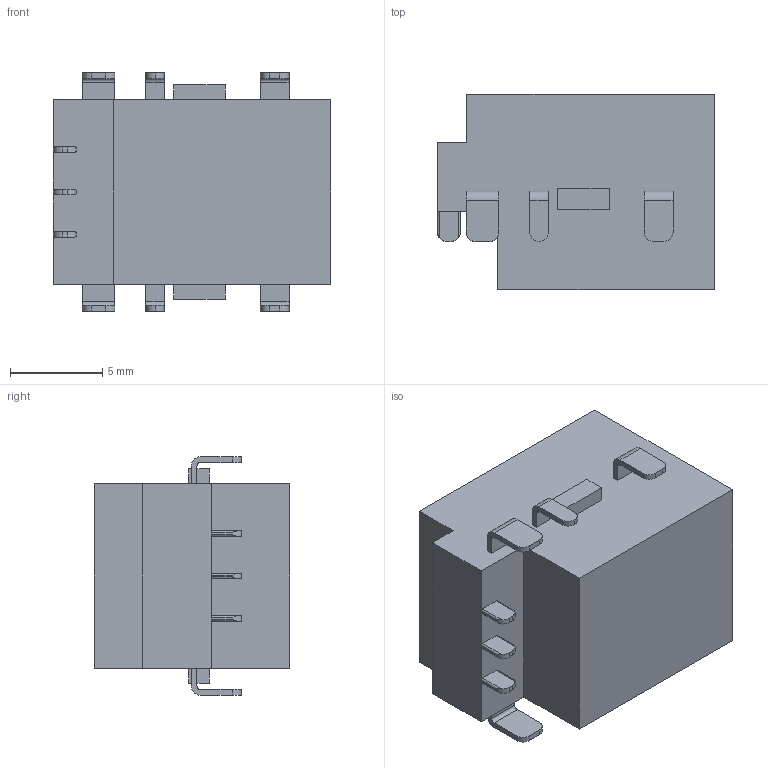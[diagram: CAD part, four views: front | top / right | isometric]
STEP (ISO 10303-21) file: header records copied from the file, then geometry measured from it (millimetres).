
FILE_DESCRIPTION (( 'STEP AP214' ), '1' );
FILE_NAME ('dell_jack.STEP', '2017-06-16T05:42:14', ( '' ), ( '' ), 'SwSTEP 2.0', 'SolidWorks 2016', '' );
FILE_SCHEMA (( 'AUTOMOTIVE_DESIGN' ));
Length unit declared in the file: millimetre
Products named in the file (1): dell_jack
Bounding box: 15 x 10.56 x 12.9 mm (x, y, z)
Volume: 1290.4 mm3; surface area: 1107.3 mm2
Topology: 1 solids, 1 shells, 123 faces, 330 edges, 220 vertices
Faces by surface type: plane 75, cylinder 48
Entity records: 4996 total; most frequent: CARTESIAN_POINT 734, ORIENTED_EDGE 660, DIRECTION 650, EDGE_CURVE 330, LINE 234, VECTOR 234, VERTEX_POINT 220, AXIS2_PLACEMENT_3D 208
